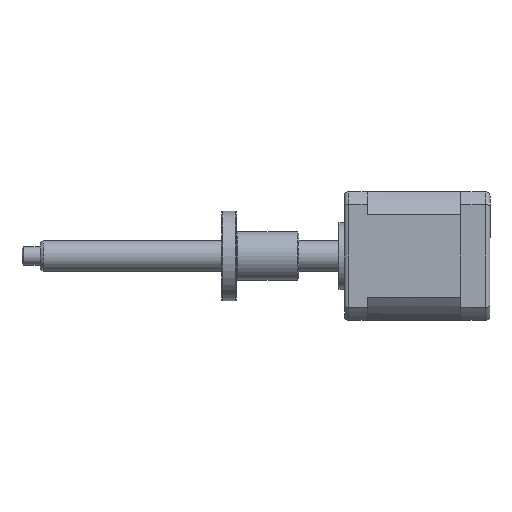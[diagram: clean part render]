
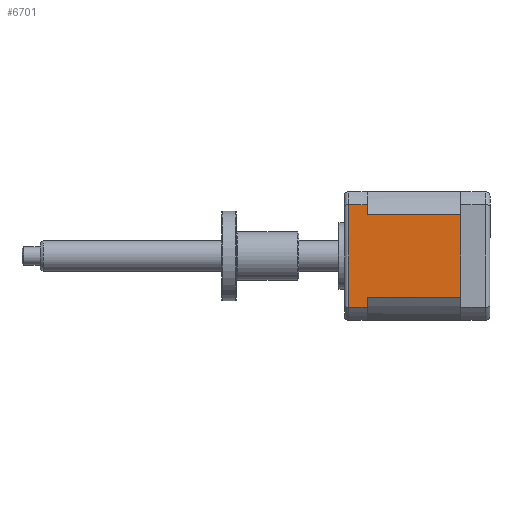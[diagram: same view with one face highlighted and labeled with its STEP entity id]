
A CAD part, left-side view. The second image highlights one B-rep face of the part: STEP entity #6701.
In plain terms, the highlighted planar face has unit normal (-1, 0, 0).
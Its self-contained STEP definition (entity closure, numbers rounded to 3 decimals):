
#293 = VERTEX_POINT ( 'NONE', #4503 ) ;
#372 = PLANE ( 'NONE',  #684 ) ;
#684 = AXIS2_PLACEMENT_3D ( 'NONE', #4972, #1156, #6483 ) ;
#863 = CARTESIAN_POINT ( 'NONE',  ( -38.681, -34.058, 19.756 ) ) ;
#985 = EDGE_CURVE ( 'NONE', #1499, #4532, #8969, .T. ) ;
#1156 = DIRECTION ( 'NONE',  ( 1., 0., 0. ) ) ;
#1223 = CARTESIAN_POINT ( 'NONE',  ( -38.681, -3.358, 19.756 ) ) ;
#1450 = CARTESIAN_POINT ( 'NONE',  ( -38.681, -34.058, 19.756 ) ) ;
#1499 = VERTEX_POINT ( 'NONE', #1450 ) ;
#1810 = DIRECTION ( 'NONE',  ( 0., 0., -1. ) ) ;
#2218 = ORIENTED_EDGE ( 'NONE', *, *, #3814, .T. ) ;
#2354 = VECTOR ( 'NONE', #7051, 1000. ) ;
#2552 = VECTOR ( 'NONE', #5437, 1000. ) ;
#2553 = DIRECTION ( 'NONE',  ( 0., 1., 0. ) ) ;
#2604 = EDGE_CURVE ( 'NONE', #4286, #4548, #2928, .T. ) ;
#2867 = ORIENTED_EDGE ( 'NONE', *, *, #2604, .F. ) ;
#2896 = EDGE_LOOP ( 'NONE', ( #7055, #2944, #9221, #4878, #2867, #2218, #3952, #5788 ) ) ;
#2928 = LINE ( 'NONE', #7970, #9012 ) ;
#2944 = ORIENTED_EDGE ( 'NONE', *, *, #8711, .T. ) ;
#3151 = EDGE_CURVE ( 'NONE', #7280, #8121, #6726, .T. ) ;
#3423 = DIRECTION ( 'NONE',  ( 0., 1., 0. ) ) ;
#3463 = CARTESIAN_POINT ( 'NONE',  ( -38.681, -3.358, 50.196 ) ) ;
#3778 = VECTOR ( 'NONE', #1810, 1000. ) ;
#3814 = EDGE_CURVE ( 'NONE', #4286, #4532, #6438, .T. ) ;
#3952 = ORIENTED_EDGE ( 'NONE', *, *, #985, .F. ) ;
#3995 = CARTESIAN_POINT ( 'NONE',  ( -38.681, -3.358, 50.196 ) ) ;
#4286 = VERTEX_POINT ( 'NONE', #6231 ) ;
#4366 = FACE_OUTER_BOUND ( 'NONE', #2896, .T. ) ;
#4503 = CARTESIAN_POINT ( 'NONE',  ( -38.681, 2.792, 50.196 ) ) ;
#4532 = VERTEX_POINT ( 'NONE', #1223 ) ;
#4548 = VERTEX_POINT ( 'NONE', #8898 ) ;
#4745 = VECTOR ( 'NONE', #8670, 1000. ) ;
#4878 = ORIENTED_EDGE ( 'NONE', *, *, #7411, .T. ) ;
#4972 = CARTESIAN_POINT ( 'NONE',  ( -38.681, -34.058, 19.756 ) ) ;
#5082 = LINE ( 'NONE', #6921, #2552 ) ;
#5298 = DIRECTION ( 'NONE',  ( 0., 0., -1. ) ) ;
#5437 = DIRECTION ( 'NONE',  ( 0., 1., 0. ) ) ;
#5531 = CARTESIAN_POINT ( 'NONE',  ( -38.681, -34.058, 46.944 ) ) ;
#5573 = LINE ( 'NONE', #6410, #3778 ) ;
#5781 = VECTOR ( 'NONE', #5298, 1000. ) ;
#5788 = ORIENTED_EDGE ( 'NONE', *, *, #7062, .F. ) ;
#6231 = CARTESIAN_POINT ( 'NONE',  ( -38.681, -3.358, 16.504 ) ) ;
#6297 = DIRECTION ( 'NONE',  ( 0., 1., 0. ) ) ;
#6410 = CARTESIAN_POINT ( 'NONE',  ( -38.681, -34.058, 19.756 ) ) ;
#6438 = LINE ( 'NONE', #3995, #2354 ) ;
#6483 = DIRECTION ( 'NONE',  ( 0., 0., 1. ) ) ;
#6677 = CARTESIAN_POINT ( 'NONE',  ( -38.681, -34.058, 46.944 ) ) ;
#6701 = ADVANCED_FACE ( 'NONE', ( #4366 ), #372, .F. ) ;
#6726 = LINE ( 'NONE', #5531, #8516 ) ;
#6812 = CARTESIAN_POINT ( 'NONE',  ( -38.681, 2.792, 16.504 ) ) ;
#6921 = CARTESIAN_POINT ( 'NONE',  ( -38.681, -4.958, 50.196 ) ) ;
#6947 = VECTOR ( 'NONE', #2553, 1000. ) ;
#7051 = DIRECTION ( 'NONE',  ( 0., 0., 1. ) ) ;
#7055 = ORIENTED_EDGE ( 'NONE', *, *, #3151, .T. ) ;
#7062 = EDGE_CURVE ( 'NONE', #7280, #1499, #5573, .T. ) ;
#7280 = VERTEX_POINT ( 'NONE', #6677 ) ;
#7411 = EDGE_CURVE ( 'NONE', #293, #4548, #8030, .T. ) ;
#7897 = CARTESIAN_POINT ( 'NONE',  ( -38.681, -3.358, 50.196 ) ) ;
#7970 = CARTESIAN_POINT ( 'NONE',  ( -38.681, -4.958, 16.504 ) ) ;
#8030 = LINE ( 'NONE', #6812, #5781 ) ;
#8121 = VERTEX_POINT ( 'NONE', #8614 ) ;
#8242 = VERTEX_POINT ( 'NONE', #3463 ) ;
#8516 = VECTOR ( 'NONE', #6297, 1000. ) ;
#8614 = CARTESIAN_POINT ( 'NONE',  ( -38.681, -3.358, 46.944 ) ) ;
#8670 = DIRECTION ( 'NONE',  ( 0., 0., 1. ) ) ;
#8711 = EDGE_CURVE ( 'NONE', #8121, #8242, #8772, .T. ) ;
#8772 = LINE ( 'NONE', #7897, #4745 ) ;
#8898 = CARTESIAN_POINT ( 'NONE',  ( -38.681, 2.792, 16.504 ) ) ;
#8969 = LINE ( 'NONE', #863, #6947 ) ;
#9012 = VECTOR ( 'NONE', #3423, 1000. ) ;
#9221 = ORIENTED_EDGE ( 'NONE', *, *, #9393, .T. ) ;
#9393 = EDGE_CURVE ( 'NONE', #8242, #293, #5082, .T. ) ;
